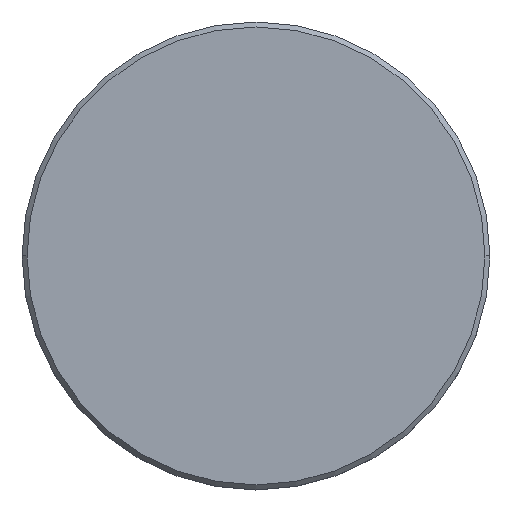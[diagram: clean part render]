
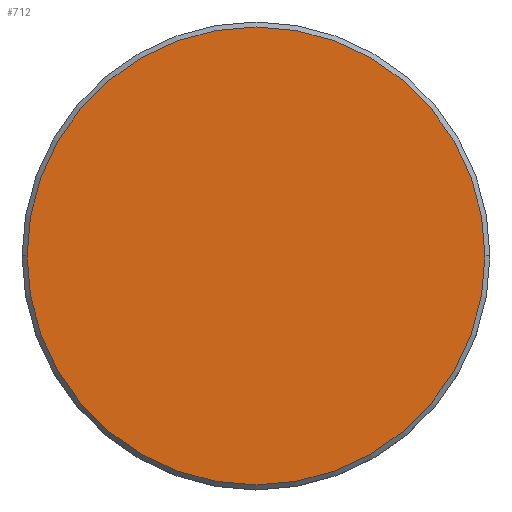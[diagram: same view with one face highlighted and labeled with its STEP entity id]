
A CAD part, top view. The second image highlights one B-rep face of the part: STEP entity #712.
In plain terms, the highlighted planar face has unit normal (0, 0, 1).
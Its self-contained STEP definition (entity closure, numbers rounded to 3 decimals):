
#28 = CARTESIAN_POINT ( 'NONE',  ( 0., 0., 0. ) ) ;
#112 = PLANE ( 'NONE',  #198 ) ;
#126 = CARTESIAN_POINT ( 'NONE',  ( -23., 0., 0. ) ) ;
#146 = DIRECTION ( 'NONE',  ( 0., 0., 1. ) ) ;
#198 = AXIS2_PLACEMENT_3D ( 'NONE', #28, #586, #860 ) ;
#338 = CIRCLE ( 'NONE', #904, 23. ) ;
#397 = CARTESIAN_POINT ( 'NONE',  ( 23., 0., 0. ) ) ;
#398 = EDGE_LOOP ( 'NONE', ( #773, #976 ) ) ;
#438 = EDGE_CURVE ( 'NONE', #641, #720, #444, .T. ) ;
#444 = CIRCLE ( 'NONE', #1105, 23. ) ;
#572 = DIRECTION ( 'NONE',  ( 0., 0., 1. ) ) ;
#586 = DIRECTION ( 'NONE',  ( 0., 0., 1. ) ) ;
#641 = VERTEX_POINT ( 'NONE', #126 ) ;
#657 = CARTESIAN_POINT ( 'NONE',  ( 0., 0., 0. ) ) ;
#712 = ADVANCED_FACE ( 'NONE', ( #953 ), #112, .T. ) ;
#720 = VERTEX_POINT ( 'NONE', #397 ) ;
#773 = ORIENTED_EDGE ( 'NONE', *, *, #438, .T. ) ;
#804 = DIRECTION ( 'NONE',  ( 1., 0., 0. ) ) ;
#860 = DIRECTION ( 'NONE',  ( 1., 0., 0. ) ) ;
#904 = AXIS2_PLACEMENT_3D ( 'NONE', #657, #572, #1019 ) ;
#907 = CARTESIAN_POINT ( 'NONE',  ( 0., 0., 0. ) ) ;
#953 = FACE_OUTER_BOUND ( 'NONE', #398, .T. ) ;
#976 = ORIENTED_EDGE ( 'NONE', *, *, #1133, .T. ) ;
#1019 = DIRECTION ( 'NONE',  ( 1., 0., 0. ) ) ;
#1105 = AXIS2_PLACEMENT_3D ( 'NONE', #907, #146, #804 ) ;
#1133 = EDGE_CURVE ( 'NONE', #720, #641, #338, .T. ) ;
